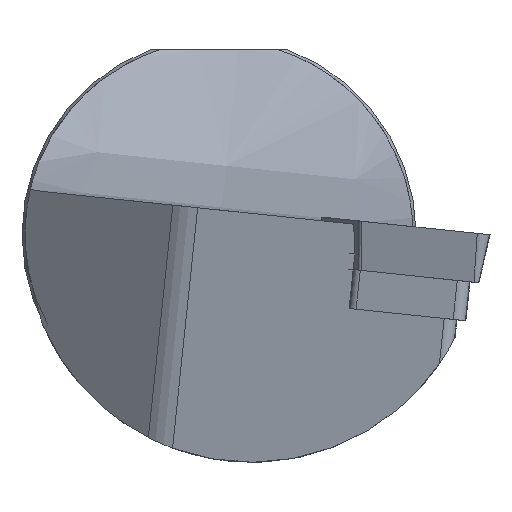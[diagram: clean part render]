
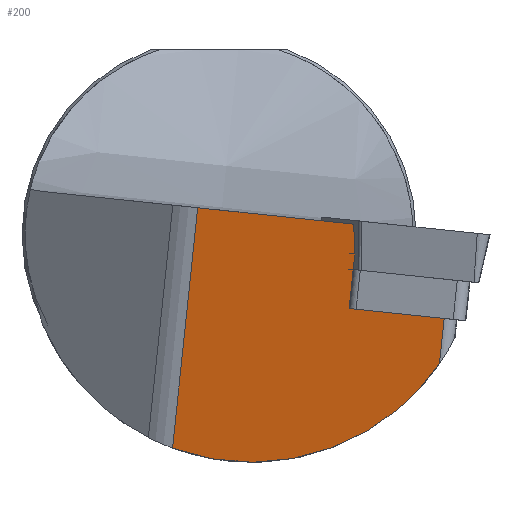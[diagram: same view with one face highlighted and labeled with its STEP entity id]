
A CAD part, left-side view. The second image highlights one B-rep face of the part: STEP entity #200.
In plain terms, the highlighted planar face has unit normal (-0.954, 0.298, 0.031).
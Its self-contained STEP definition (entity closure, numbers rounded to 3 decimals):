
#146=ELLIPSE('',#918,19.388,18.5);
#200=ADVANCED_FACE('',(#270),#245,.F.);
#245=PLANE('',#919);
#270=FACE_OUTER_BOUND('',#314,.T.);
#314=EDGE_LOOP('',(#385,#386,#387,#388,#389,#390,#391,#392));
#385=ORIENTED_EDGE('',*,*,#690,.F.);
#386=ORIENTED_EDGE('',*,*,#691,.T.);
#387=ORIENTED_EDGE('',*,*,#681,.T.);
#388=ORIENTED_EDGE('',*,*,#692,.T.);
#389=ORIENTED_EDGE('',*,*,#677,.F.);
#390=ORIENTED_EDGE('',*,*,#693,.T.);
#391=ORIENTED_EDGE('',*,*,#694,.T.);
#392=ORIENTED_EDGE('',*,*,#695,.F.);
#594=VERTEX_POINT('',#1224);
#601=VERTEX_POINT('',#1242);
#604=VERTEX_POINT('',#1250);
#605=VERTEX_POINT('',#1252);
#611=VERTEX_POINT('',#1272);
#612=VERTEX_POINT('',#1273);
#613=VERTEX_POINT('',#1277);
#614=VERTEX_POINT('',#1279);
#677=EDGE_CURVE('',#601,#594,#790,.T.);
#681=EDGE_CURVE('',#605,#604,#794,.T.);
#690=EDGE_CURVE('',#611,#612,#801,.T.);
#691=EDGE_CURVE('',#611,#605,#802,.T.);
#692=EDGE_CURVE('',#604,#594,#803,.T.);
#693=EDGE_CURVE('',#601,#613,#804,.T.);
#694=EDGE_CURVE('',#613,#614,#146,.T.);
#695=EDGE_CURVE('',#612,#614,#805,.T.);
#790=LINE('',#1243,#855);
#794=LINE('',#1251,#859);
#801=LINE('',#1271,#866);
#802=LINE('',#1274,#867);
#803=LINE('',#1275,#868);
#804=LINE('',#1276,#869);
#805=LINE('',#1280,#870);
#855=VECTOR('',#1006,1.);
#859=VECTOR('',#1012,1.);
#866=VECTOR('',#1025,1.);
#867=VECTOR('',#1026,1.);
#868=VECTOR('',#1027,1.);
#869=VECTOR('',#1028,1.);
#870=VECTOR('',#1031,1.);
#918=AXIS2_PLACEMENT_3D('',#1278,#1029,#1030);
#919=AXIS2_PLACEMENT_3D('',#1281,#1032,#1033);
#1006=DIRECTION('',(-0.299,-0.949,-0.1));
#1012=DIRECTION('',(0.,-0.105,0.995));
#1025=DIRECTION('',(-0.299,-0.949,-0.1));
#1026=DIRECTION('',(0.,-0.105,0.995));
#1027=DIRECTION('',(0.044,0.037,0.998));
#1028=DIRECTION('',(0.,0.105,-0.995));
#1029=DIRECTION('',(-0.954,0.298,0.031));
#1030=DIRECTION('',(0.299,0.949,0.1));
#1031=DIRECTION('',(0.,0.105,-0.995));
#1032=DIRECTION('',(0.954,-0.298,-0.031));
#1033=DIRECTION('',(0.298,0.955,0.));
#1224=CARTESIAN_POINT('',(4.52,-10.933,0.837));
#1242=CARTESIAN_POINT('',(8.513,1.732,2.168));
#1243=CARTESIAN_POINT('',(1.979,-18.992,-0.01));
#1250=CARTESIAN_POINT('',(4.412,-11.024,-1.587));
#1251=CARTESIAN_POINT('',(4.412,-13.694,23.824));
#1252=CARTESIAN_POINT('',(4.412,-10.891,-2.849));
#1271=CARTESIAN_POINT('',(1.979,-18.276,-6.823));
#1272=CARTESIAN_POINT('',(4.412,-10.559,-6.011));
#1273=CARTESIAN_POINT('',(1.979,-18.276,-6.823));
#1274=CARTESIAN_POINT('',(4.412,-13.694,23.824));
#1275=CARTESIAN_POINT('',(3.161,-12.075,-29.742));
#1276=CARTESIAN_POINT('',(8.513,4.836,-27.369));
#1277=CARTESIAN_POINT('',(8.513,3.783,-17.346));
#1278=CARTESIAN_POINT('',(7.075,-2.65,0.));
#1279=CARTESIAN_POINT('',(1.979,-17.891,-10.486));
#1280=CARTESIAN_POINT('',(1.979,-15.888,-29.548));
#1281=CARTESIAN_POINT('',(1.979,-15.888,-29.548));
